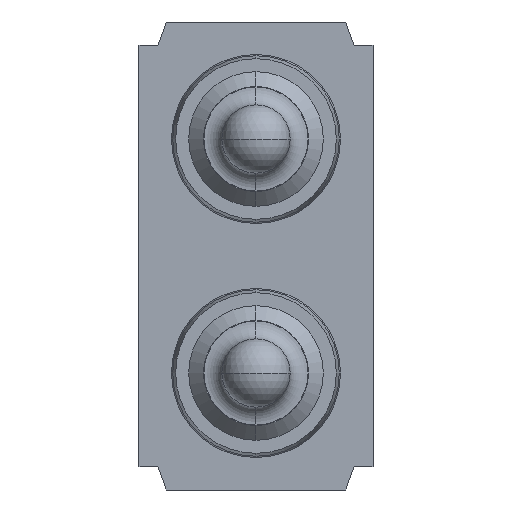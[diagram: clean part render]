
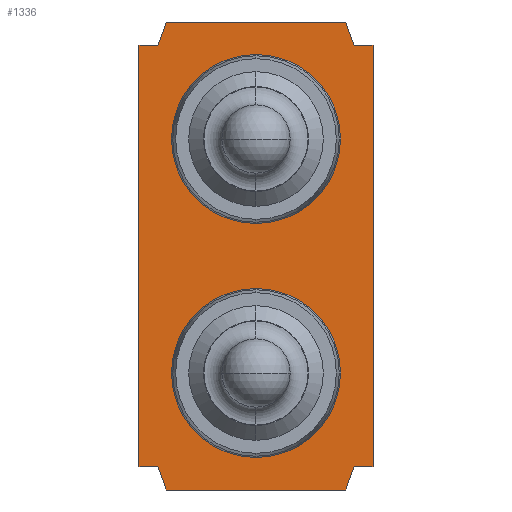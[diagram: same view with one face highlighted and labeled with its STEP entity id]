
A CAD part, front view. The second image highlights one B-rep face of the part: STEP entity #1336.
In plain terms, the highlighted planar face has unit normal (0, -1, 0).
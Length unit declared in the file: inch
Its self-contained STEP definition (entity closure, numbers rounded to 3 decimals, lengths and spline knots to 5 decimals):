
#3 = ORIENTED_EDGE ( 'NONE', *, *, #76, .F. ) ;
#5 = VERTEX_POINT ( 'NONE', #1587 ) ;
#19 = CARTESIAN_POINT ( 'NONE',  ( 0.03017, -0.11, -0.03937 ) ) ;
#22 = CIRCLE ( 'NONE', #625, 0.02845 ) ;
#28 = VERTEX_POINT ( 'NONE', #1442 ) ;
#38 = EDGE_CURVE ( 'NONE', #971, #70, #1431, .T. ) ;
#47 = CARTESIAN_POINT ( 'NONE',  ( 0.03017, -0.11, -0.01092 ) ) ;
#52 = EDGE_CURVE ( 'NONE', #733, #28, #22, .T. ) ;
#70 = VERTEX_POINT ( 'NONE', #1434 ) ;
#76 = EDGE_CURVE ( 'NONE', #5, #1270, #1046, .T. ) ;
#83 = ORIENTED_EDGE ( 'NONE', *, *, #1382, .F. ) ;
#109 = DIRECTION ( 'NONE',  ( 0., 1., 0. ) ) ;
#125 = VERTEX_POINT ( 'NONE', #1323 ) ;
#132 = CARTESIAN_POINT ( 'NONE',  ( 0.03017, -0.11, -0.06782 ) ) ;
#137 = DIRECTION ( 'NONE',  ( 0., 0., -1. ) ) ;
#140 = CARTESIAN_POINT ( 'NONE',  ( 0.06033, -0.11, -0.15748 ) ) ;
#141 = VERTEX_POINT ( 'NONE', #271 ) ;
#145 = AXIS2_PLACEMENT_3D ( 'NONE', #774, #1424, #1698 ) ;
#151 = DIRECTION ( 'NONE',  ( 1., 0., 0. ) ) ;
#156 = CARTESIAN_POINT ( 'NONE',  ( 0., -0.11, -0.15748 ) ) ;
#191 = EDGE_CURVE ( 'NONE', #1714, #881, #633, .T. ) ;
#206 = ORIENTED_EDGE ( 'NONE', *, *, #1502, .T. ) ;
#217 = LINE ( 'NONE', #702, #1685 ) ;
#229 = DIRECTION ( 'NONE',  ( 0.342, 0., -0.94 ) ) ;
#259 = PLANE ( 'NONE',  #547 ) ;
#262 = ORIENTED_EDGE ( 'NONE', *, *, #52, .T. ) ;
#263 = ORIENTED_EDGE ( 'NONE', *, *, #38, .F. ) ;
#271 = CARTESIAN_POINT ( 'NONE',  ( -0.0092, -0.11, -0.00787 ) ) ;
#297 = CARTESIAN_POINT ( 'NONE',  ( 0.06033, -0.11, -0.15748 ) ) ;
#308 = VECTOR ( 'NONE', #687, 39.37008 ) ;
#336 = LINE ( 'NONE', #1595, #812 ) ;
#346 = ORIENTED_EDGE ( 'NONE', *, *, #1258, .F. ) ;
#364 = LINE ( 'NONE', #1014, #1180 ) ;
#374 = ORIENTED_EDGE ( 'NONE', *, *, #1020, .F. ) ;
#401 = DIRECTION ( 'NONE',  ( 0., 1., 0. ) ) ;
#425 = EDGE_LOOP ( 'NONE', ( #206, #262 ) ) ;
#435 = VECTOR ( 'NONE', #934, 39.37008 ) ;
#436 = CARTESIAN_POINT ( 'NONE',  ( 0., -0.11, 0. ) ) ;
#437 = VECTOR ( 'NONE', #480, 39.37008 ) ;
#453 = EDGE_CURVE ( 'NONE', #141, #946, #364, .T. ) ;
#480 = DIRECTION ( 'NONE',  ( 0., 0., 1. ) ) ;
#494 = LINE ( 'NONE', #796, #628 ) ;
#495 = VECTOR ( 'NONE', #151, 39.37008 ) ;
#502 = EDGE_LOOP ( 'NONE', ( #1416, #531, #3, #346, #701, #1377, #263, #83, #1072, #1234, #374, #732 ) ) ;
#504 = CARTESIAN_POINT ( 'NONE',  ( 0.03017, -0.11, -0.11811 ) ) ;
#520 = DIRECTION ( 'NONE',  ( 0., 1., 0. ) ) ;
#531 = ORIENTED_EDGE ( 'NONE', *, *, #1370, .F. ) ;
#545 = LINE ( 'NONE', #1272, #437 ) ;
#547 = AXIS2_PLACEMENT_3D ( 'NONE', #1465, #1604, #813 ) ;
#553 = CARTESIAN_POINT ( 'NONE',  ( 0.06954, -0.11, -0.14961 ) ) ;
#565 = CARTESIAN_POINT ( 'NONE',  ( 0.06954, -0.11, -0.14961 ) ) ;
#613 = CARTESIAN_POINT ( 'NONE',  ( -0.00286, -0.11, -0.00787 ) ) ;
#625 = AXIS2_PLACEMENT_3D ( 'NONE', #504, #520, #1163 ) ;
#628 = VECTOR ( 'NONE', #1585, 39.37008 ) ;
#633 = CIRCLE ( 'NONE', #1644, 0.02845 ) ;
#668 = FACE_OUTER_BOUND ( 'NONE', #502, .T. ) ;
#687 = DIRECTION ( 'NONE',  ( -0.342, 0., -0.94 ) ) ;
#694 = VECTOR ( 'NONE', #1094, 39.37008 ) ;
#701 = ORIENTED_EDGE ( 'NONE', *, *, #1679, .F. ) ;
#702 = CARTESIAN_POINT ( 'NONE',  ( -0.0092, -0.11, -0.14961 ) ) ;
#723 = CIRCLE ( 'NONE', #1703, 0.02845 ) ;
#732 = ORIENTED_EDGE ( 'NONE', *, *, #1362, .F. ) ;
#733 = VERTEX_POINT ( 'NONE', #1218 ) ;
#758 = CARTESIAN_POINT ( 'NONE',  ( 0., -0.11, -0.15748 ) ) ;
#764 = EDGE_LOOP ( 'NONE', ( #1475, #1168 ) ) ;
#774 = CARTESIAN_POINT ( 'NONE',  ( 0.03017, -0.11, -0.03937 ) ) ;
#795 = DIRECTION ( 'NONE',  ( -1., 0., 0. ) ) ;
#796 = CARTESIAN_POINT ( 'NONE',  ( 0.06954, -0.11, -0.00787 ) ) ;
#812 = VECTOR ( 'NONE', #137, 39.37008 ) ;
#813 = DIRECTION ( 'NONE',  ( 0., 0., 1. ) ) ;
#816 = CARTESIAN_POINT ( 'NONE',  ( 0., -0.11, 0. ) ) ;
#881 = VERTEX_POINT ( 'NONE', #47 ) ;
#883 = DIRECTION ( 'NONE',  ( 1., 0., 0. ) ) ;
#932 = LINE ( 'NONE', #436, #495 ) ;
#934 = DIRECTION ( 'NONE',  ( 0.342, 0., 0.94 ) ) ;
#946 = VERTEX_POINT ( 'NONE', #613 ) ;
#949 = EDGE_CURVE ( 'NONE', #1380, #1353, #1248, .T. ) ;
#956 = FACE_BOUND ( 'NONE', #425, .T. ) ;
#971 = VERTEX_POINT ( 'NONE', #1005 ) ;
#1000 = LINE ( 'NONE', #297, #694 ) ;
#1005 = CARTESIAN_POINT ( 'NONE',  ( 0.06033, -0.11, 0. ) ) ;
#1009 = VERTEX_POINT ( 'NONE', #1259 ) ;
#1014 = CARTESIAN_POINT ( 'NONE',  ( -0.0092, -0.11, -0.00787 ) ) ;
#1019 = LINE ( 'NONE', #816, #435 ) ;
#1020 = EDGE_CURVE ( 'NONE', #1228, #141, #545, .T. ) ;
#1046 = LINE ( 'NONE', #140, #308 ) ;
#1056 = CARTESIAN_POINT ( 'NONE',  ( 0.06033, -0.11, 0. ) ) ;
#1072 = ORIENTED_EDGE ( 'NONE', *, *, #1709, .F. ) ;
#1076 = CARTESIAN_POINT ( 'NONE',  ( -0.0092, -0.11, -0.14961 ) ) ;
#1083 = LINE ( 'NONE', #553, #1300 ) ;
#1085 = DIRECTION ( 'NONE',  ( -1., 0., 0. ) ) ;
#1094 = DIRECTION ( 'NONE',  ( -1., 0., 0. ) ) ;
#1110 = CARTESIAN_POINT ( 'NONE',  ( -0.00286, -0.11, -0.14961 ) ) ;
#1155 = FACE_BOUND ( 'NONE', #764, .T. ) ;
#1163 = DIRECTION ( 'NONE',  ( 0., 0., 1. ) ) ;
#1164 = VECTOR ( 'NONE', #229, 39.37008 ) ;
#1168 = ORIENTED_EDGE ( 'NONE', *, *, #191, .T. ) ;
#1180 = VECTOR ( 'NONE', #883, 39.37008 ) ;
#1189 = DIRECTION ( 'NONE',  ( 0., 0., 1. ) ) ;
#1218 = CARTESIAN_POINT ( 'NONE',  ( 0.03017, -0.11, -0.14656 ) ) ;
#1228 = VERTEX_POINT ( 'NONE', #1076 ) ;
#1234 = ORIENTED_EDGE ( 'NONE', *, *, #453, .F. ) ;
#1248 = LINE ( 'NONE', #758, #1492 ) ;
#1258 = EDGE_CURVE ( 'NONE', #1394, #5, #1083, .T. ) ;
#1259 = CARTESIAN_POINT ( 'NONE',  ( 0., -0.11, 0. ) ) ;
#1270 = VERTEX_POINT ( 'NONE', #1728 ) ;
#1272 = CARTESIAN_POINT ( 'NONE',  ( -0.0092, -0.11, -0.14961 ) ) ;
#1300 = VECTOR ( 'NONE', #795, 39.37008 ) ;
#1323 = CARTESIAN_POINT ( 'NONE',  ( 0.06954, -0.11, -0.00787 ) ) ;
#1336 = ADVANCED_FACE ( 'NONE', ( #956, #1155, #668 ), #259, .F. ) ;
#1353 = VERTEX_POINT ( 'NONE', #1110 ) ;
#1362 = EDGE_CURVE ( 'NONE', #1353, #1228, #217, .T. ) ;
#1370 = EDGE_CURVE ( 'NONE', #1270, #1380, #1000, .T. ) ;
#1377 = ORIENTED_EDGE ( 'NONE', *, *, #1721, .F. ) ;
#1380 = VERTEX_POINT ( 'NONE', #156 ) ;
#1382 = EDGE_CURVE ( 'NONE', #1009, #971, #932, .T. ) ;
#1394 = VERTEX_POINT ( 'NONE', #565 ) ;
#1406 = CIRCLE ( 'NONE', #145, 0.02845 ) ;
#1416 = ORIENTED_EDGE ( 'NONE', *, *, #949, .F. ) ;
#1424 = DIRECTION ( 'NONE',  ( 0., 1., 0. ) ) ;
#1431 = LINE ( 'NONE', #1056, #1164 ) ;
#1434 = CARTESIAN_POINT ( 'NONE',  ( 0.0632, -0.11, -0.00787 ) ) ;
#1440 = DIRECTION ( 'NONE',  ( 0., 0., 1. ) ) ;
#1442 = CARTESIAN_POINT ( 'NONE',  ( 0.03017, -0.11, -0.08966 ) ) ;
#1465 = CARTESIAN_POINT ( 'NONE',  ( -0.00286, -0.11, -0.14961 ) ) ;
#1475 = ORIENTED_EDGE ( 'NONE', *, *, #1566, .T. ) ;
#1492 = VECTOR ( 'NONE', #1545, 39.37008 ) ;
#1502 = EDGE_CURVE ( 'NONE', #28, #733, #723, .T. ) ;
#1545 = DIRECTION ( 'NONE',  ( -0.342, 0., 0.94 ) ) ;
#1566 = EDGE_CURVE ( 'NONE', #881, #1714, #1406, .T. ) ;
#1585 = DIRECTION ( 'NONE',  ( 1., 0., 0. ) ) ;
#1587 = CARTESIAN_POINT ( 'NONE',  ( 0.0632, -0.11, -0.14961 ) ) ;
#1595 = CARTESIAN_POINT ( 'NONE',  ( 0.06954, -0.11, -0.14961 ) ) ;
#1604 = DIRECTION ( 'NONE',  ( 0., 1., 0. ) ) ;
#1644 = AXIS2_PLACEMENT_3D ( 'NONE', #19, #401, #1189 ) ;
#1679 = EDGE_CURVE ( 'NONE', #125, #1394, #336, .T. ) ;
#1685 = VECTOR ( 'NONE', #1085, 39.37008 ) ;
#1698 = DIRECTION ( 'NONE',  ( 0., 0., 1. ) ) ;
#1703 = AXIS2_PLACEMENT_3D ( 'NONE', #1715, #109, #1440 ) ;
#1709 = EDGE_CURVE ( 'NONE', #946, #1009, #1019, .T. ) ;
#1714 = VERTEX_POINT ( 'NONE', #132 ) ;
#1715 = CARTESIAN_POINT ( 'NONE',  ( 0.03017, -0.11, -0.11811 ) ) ;
#1721 = EDGE_CURVE ( 'NONE', #70, #125, #494, .T. ) ;
#1728 = CARTESIAN_POINT ( 'NONE',  ( 0.06033, -0.11, -0.15748 ) ) ;
